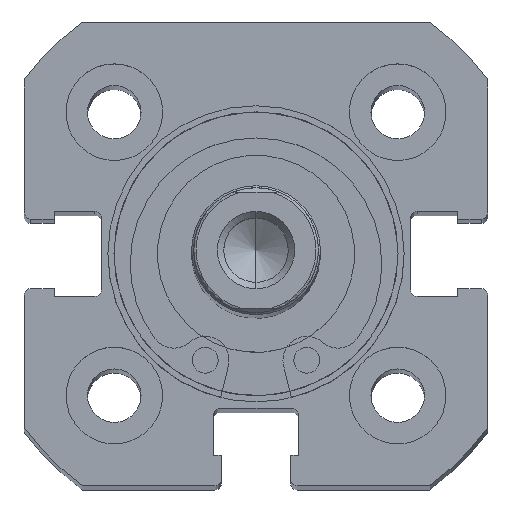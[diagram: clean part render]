
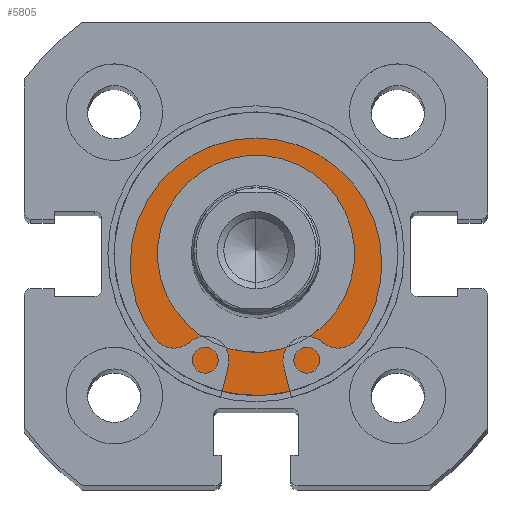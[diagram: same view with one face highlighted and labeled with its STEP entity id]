
A CAD part, top view. The second image highlights one B-rep face of the part: STEP entity #5805.
In plain terms, the highlighted face is planar.
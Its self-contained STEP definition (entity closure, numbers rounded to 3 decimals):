
#8 = DIRECTION ( 'NONE',  ( 0., 0., 1. ) ) ;
#11 = DIRECTION ( 'NONE',  ( -1., 0., 0. ) ) ;
#32 = CARTESIAN_POINT ( 'NONE',  ( 2., 0., 0. ) ) ;
#192 = DIRECTION ( 'NONE',  ( 0., 0., 1. ) ) ;
#195 = DIRECTION ( 'NONE',  ( -1., 0., 0. ) ) ;
#200 = CARTESIAN_POINT ( 'NONE',  ( 2., 0., 0. ) ) ;
#221 = DIRECTION ( 'NONE',  ( 0., 0., 1. ) ) ;
#222 = DIRECTION ( 'NONE',  ( -1., 0., 0. ) ) ;
#225 = CARTESIAN_POINT ( 'NONE',  ( 2., 0., 0. ) ) ;
#1405 = VERTEX_POINT ( 'NONE', #6105 ) ;
#1473 = VERTEX_POINT ( 'NONE', #2912 ) ;
#1494 = VERTEX_POINT ( 'NONE', #2928 ) ;
#1616 = VERTEX_POINT ( 'NONE', #5976 ) ;
#1890 = ORIENTED_EDGE ( 'NONE', *, *, #3303, .T. ) ;
#1891 = ORIENTED_EDGE ( 'NONE', *, *, #3344, .T. ) ;
#1892 = ORIENTED_EDGE ( 'NONE', *, *, #3316, .F. ) ;
#1893 = ORIENTED_EDGE ( 'NONE', *, *, #3057, .F. ) ;
#1932 = EDGE_LOOP ( 'NONE', ( #1891, #1890 ) ) ;
#1946 = EDGE_LOOP ( 'NONE', ( #1893, #1892 ) ) ;
#2303 = CIRCLE ( 'NONE', #3436, 7.65 ) ;
#2676 = CIRCLE ( 'NONE', #3548, 11. ) ;
#2695 = CIRCLE ( 'NONE', #3551, 7.65 ) ;
#2732 = CIRCLE ( 'NONE', #3568, 11. ) ;
#2912 = CARTESIAN_POINT ( 'NONE',  ( 2., 0., 7.65 ) ) ;
#2928 = CARTESIAN_POINT ( 'NONE',  ( 2., 0., -7.65 ) ) ;
#3057 = EDGE_CURVE ( 'NONE', #1473, #1494, #2303, .T. ) ;
#3303 = EDGE_CURVE ( 'NONE', #1405, #1616, #2676, .T. ) ;
#3316 = EDGE_CURVE ( 'NONE', #1494, #1473, #2695, .T. ) ;
#3344 = EDGE_CURVE ( 'NONE', #1616, #1405, #2732, .T. ) ;
#3436 = AXIS2_PLACEMENT_3D ( 'NONE', #5898, #5891, #5890 ) ;
#3548 = AXIS2_PLACEMENT_3D ( 'NONE', #200, #195, #192 ) ;
#3551 = AXIS2_PLACEMENT_3D ( 'NONE', #225, #222, #221 ) ;
#3568 = AXIS2_PLACEMENT_3D ( 'NONE', #32, #11, #8 ) ;
#3827 = AXIS2_PLACEMENT_3D ( 'NONE', #4678, #4680, #4681 ) ;
#4678 = CARTESIAN_POINT ( 'NONE',  ( 2., 11., 0. ) ) ;
#4679 = PLANE ( 'NONE',  #3827 ) ;
#4680 = DIRECTION ( 'NONE',  ( 1., 0., 0. ) ) ;
#4681 = DIRECTION ( 'NONE',  ( 0., 0., -1. ) ) ;
#5475 = FACE_BOUND ( 'NONE', #1946, .T. ) ;
#5479 = FACE_OUTER_BOUND ( 'NONE', #1932, .T. ) ;
#5805 = ADVANCED_FACE ( 'NONE', ( #5475, #5479 ), #4679, .F. ) ;
#5890 = DIRECTION ( 'NONE',  ( 0., 0., 1. ) ) ;
#5891 = DIRECTION ( 'NONE',  ( -1., 0., 0. ) ) ;
#5898 = CARTESIAN_POINT ( 'NONE',  ( 2., 0., 0. ) ) ;
#5976 = CARTESIAN_POINT ( 'NONE',  ( 2., 0., 11. ) ) ;
#6105 = CARTESIAN_POINT ( 'NONE',  ( 2., 0., -11. ) ) ;
